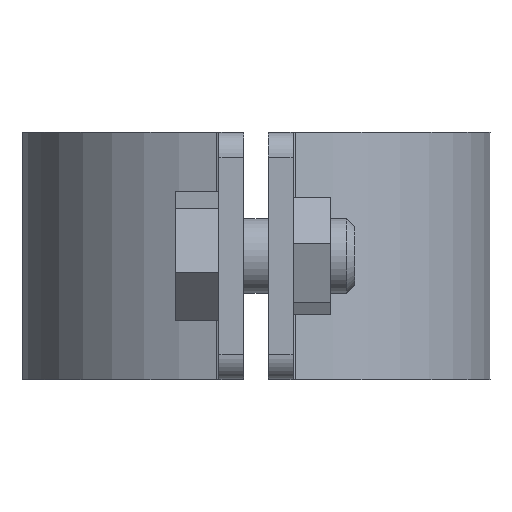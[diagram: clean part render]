
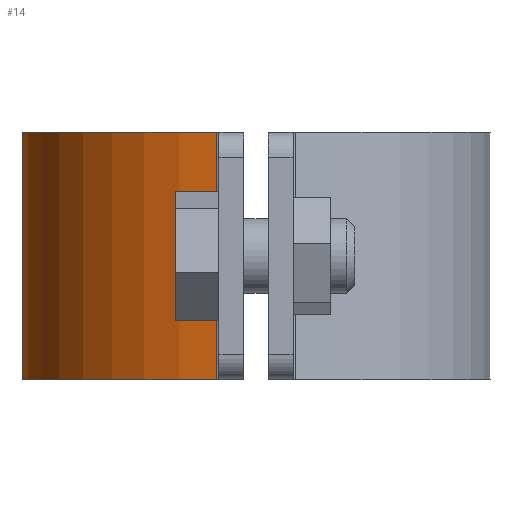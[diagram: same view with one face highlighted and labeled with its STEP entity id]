
A CAD part, left-side view. The second image highlights one B-rep face of the part: STEP entity #14.
In plain terms, the highlighted cylindrical face has radius 19 mm (diameter 38 mm), a partial arc.
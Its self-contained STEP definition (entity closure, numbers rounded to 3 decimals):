
#14 = ADVANCED_FACE ( 'NONE', ( #2271 ), #2082, .T. ) ;
#180 = EDGE_CURVE ( 'NONE', #1156, #2000, #261, .T. ) ;
#200 = DIRECTION ( 'NONE',  ( -1., 0., 0. ) ) ;
#227 = DIRECTION ( 'NONE',  ( 0., 0., 1. ) ) ;
#261 = CIRCLE ( 'NONE', #2441, 19. ) ;
#435 = DIRECTION ( 'NONE',  ( 0., 0., 1. ) ) ;
#514 = CARTESIAN_POINT ( 'NONE',  ( 0., 0., 10. ) ) ;
#693 = LINE ( 'NONE', #1819, #2131 ) ;
#694 = AXIS2_PLACEMENT_3D ( 'NONE', #1343, #788, #200 ) ;
#718 = CARTESIAN_POINT ( 'NONE',  ( 18.734, 3.167, 10. ) ) ;
#788 = DIRECTION ( 'NONE',  ( 0., 0., -1. ) ) ;
#802 = EDGE_LOOP ( 'NONE', ( #951, #850, #1739, #2449 ) ) ;
#850 = ORIENTED_EDGE ( 'NONE', *, *, #1824, .F. ) ;
#884 = CARTESIAN_POINT ( 'NONE',  ( -18.734, 3.167, 10. ) ) ;
#950 = CARTESIAN_POINT ( 'NONE',  ( 18.734, 3.167, -10. ) ) ;
#951 = ORIENTED_EDGE ( 'NONE', *, *, #180, .T. ) ;
#1098 = CARTESIAN_POINT ( 'NONE',  ( -18.734, 3.167, -10. ) ) ;
#1131 = VERTEX_POINT ( 'NONE', #1616 ) ;
#1156 = VERTEX_POINT ( 'NONE', #950 ) ;
#1343 = CARTESIAN_POINT ( 'NONE',  ( 0., 0., 10. ) ) ;
#1415 = DIRECTION ( 'NONE',  ( 1., 0., 0. ) ) ;
#1478 = EDGE_CURVE ( 'NONE', #1131, #1872, #1771, .T. ) ;
#1554 = VECTOR ( 'NONE', #2406, 1000. ) ;
#1565 = DIRECTION ( 'NONE',  ( 1., 0., 0. ) ) ;
#1616 = CARTESIAN_POINT ( 'NONE',  ( 18.734, 3.167, 10. ) ) ;
#1642 = LINE ( 'NONE', #718, #1554 ) ;
#1739 = ORIENTED_EDGE ( 'NONE', *, *, #1478, .F. ) ;
#1771 = CIRCLE ( 'NONE', #2332, 19. ) ;
#1819 = CARTESIAN_POINT ( 'NONE',  ( -18.734, 3.167, 10. ) ) ;
#1824 = EDGE_CURVE ( 'NONE', #1872, #2000, #693, .T. ) ;
#1833 = DIRECTION ( 'NONE',  ( 0., 0., -1. ) ) ;
#1872 = VERTEX_POINT ( 'NONE', #884 ) ;
#2000 = VERTEX_POINT ( 'NONE', #1098 ) ;
#2009 = EDGE_CURVE ( 'NONE', #1131, #1156, #1642, .T. ) ;
#2082 = CYLINDRICAL_SURFACE ( 'NONE', #694, 19. ) ;
#2131 = VECTOR ( 'NONE', #1833, 1000. ) ;
#2271 = FACE_OUTER_BOUND ( 'NONE', #802, .T. ) ;
#2332 = AXIS2_PLACEMENT_3D ( 'NONE', #514, #227, #1565 ) ;
#2373 = CARTESIAN_POINT ( 'NONE',  ( 0., 0., -10. ) ) ;
#2406 = DIRECTION ( 'NONE',  ( 0., 0., -1. ) ) ;
#2441 = AXIS2_PLACEMENT_3D ( 'NONE', #2373, #435, #1415 ) ;
#2449 = ORIENTED_EDGE ( 'NONE', *, *, #2009, .T. ) ;
